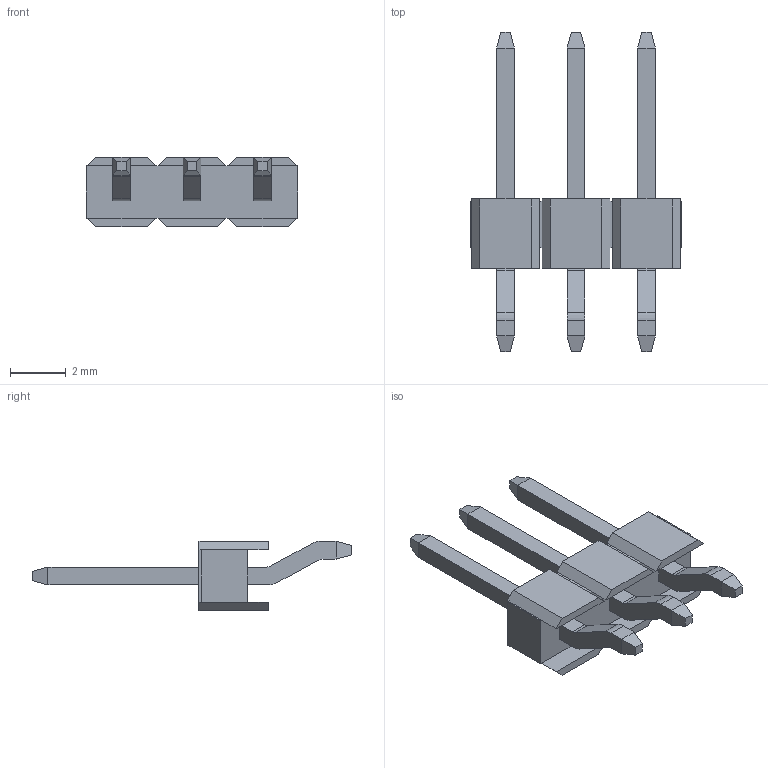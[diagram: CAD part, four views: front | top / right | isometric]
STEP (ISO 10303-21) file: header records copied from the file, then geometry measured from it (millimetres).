
FILE_DESCRIPTION((''),'2;1');
FILE_NAME('M20-8890345_ASM','2016-08-09T',('mperren'),(''),'CREO PARAMETRIC BY PTC INC, 2016050','CREO PARAMETRIC BY PTC INC, 2016050','');
FILE_SCHEMA(('CONFIG_CONTROL_DESIGN'));
Length unit declared in the file: millimetre
Products named in the file (3): M20-88903_MOULD; M20-889_CONTACT; M20-8890345_ASM
Assembly tree (4 placements, depth 2):
  M20-8890345_ASM
    M20-88903_MOULD
    M20-889_CONTACT  x3
Bounding box: 7.62 x 11.5 x 2.5 mm (x, y, z)
Volume: 46.6 mm3; surface area: 196.3 mm2
Topology: 4 solids, 4 shells, 144 faces, 360 edges, 224 vertices
Faces by surface type: plane 132, cylinder 12
Entity records: 3846 total; most frequent: CARTESIAN_POINT 523, ORIENTED_EDGE 512, DIRECTION 478, PRESENTATION_STYLE_ASSIGNMENT 258, STYLED_ITEM 258, CURVE_STYLE 256, EDGE_CURVE 256, VECTOR 248
